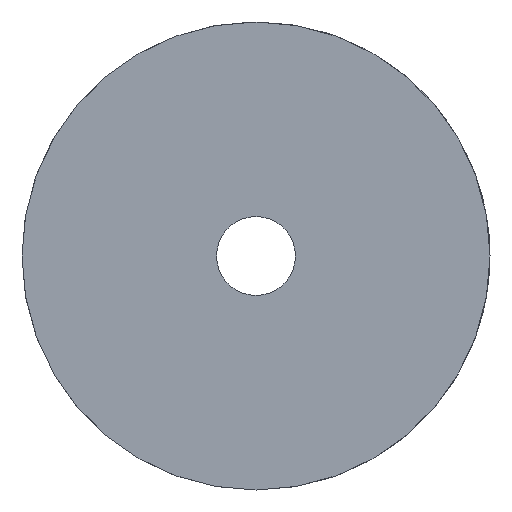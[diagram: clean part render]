
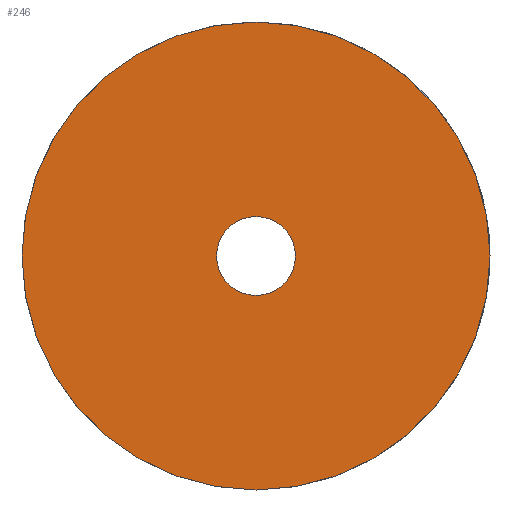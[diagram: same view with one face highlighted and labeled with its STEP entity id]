
A CAD part, left-side view. The second image highlights one B-rep face of the part: STEP entity #246.
In plain terms, the highlighted planar face has unit normal (-1, 0, 0).
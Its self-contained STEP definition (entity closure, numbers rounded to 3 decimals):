
#246 = ADVANCED_FACE( '', ( #574, #575 ), #576, .F. );
#574 = FACE_OUTER_BOUND( '', #981, .T. );
#575 = FACE_BOUND( '', #982, .T. );
#576 = PLANE( '', #983 );
#981 = EDGE_LOOP( '', ( #1559 ) );
#982 = EDGE_LOOP( '', ( #1560 ) );
#983 = AXIS2_PLACEMENT_3D( '', #1561, #1562, #1563 );
#1559 = ORIENTED_EDGE( '', *, *, #2368, .F. );
#1560 = ORIENTED_EDGE( '', *, *, #2421, .T. );
#1561 = CARTESIAN_POINT( '', ( 0., 0., 0. ) );
#1562 = DIRECTION( '', ( 1., 0., 0. ) );
#1563 = DIRECTION( '', ( 0., 0., -1. ) );
#2368 = EDGE_CURVE( '', #2818, #2818, #2819, .T. );
#2421 = EDGE_CURVE( '', #2895, #2895, #2896, .T. );
#2818 = VERTEX_POINT( '', #3354 );
#2819 = CIRCLE( '', #3355, 41.5 );
#2895 = VERTEX_POINT( '', #3440 );
#2896 = CIRCLE( '', #3441, 7. );
#3354 = CARTESIAN_POINT( '', ( 0., 0., -41.5 ) );
#3355 = AXIS2_PLACEMENT_3D( '', #3904, #3905, #3906 );
#3440 = CARTESIAN_POINT( '', ( 0., 0., -7. ) );
#3441 = AXIS2_PLACEMENT_3D( '', #3991, #3992, #3993 );
#3904 = CARTESIAN_POINT( '', ( 0., 0., 0. ) );
#3905 = DIRECTION( '', ( 1., 0., 0. ) );
#3906 = DIRECTION( '', ( 0., 0., -1. ) );
#3991 = CARTESIAN_POINT( '', ( 0., 0., 0. ) );
#3992 = DIRECTION( '', ( 1., 0., 0. ) );
#3993 = DIRECTION( '', ( 0., 0., -1. ) );
